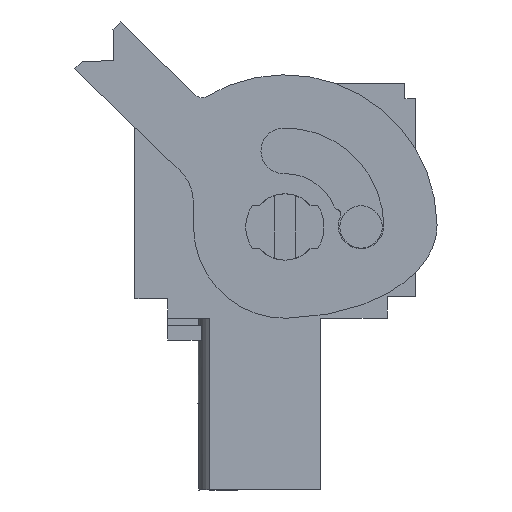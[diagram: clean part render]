
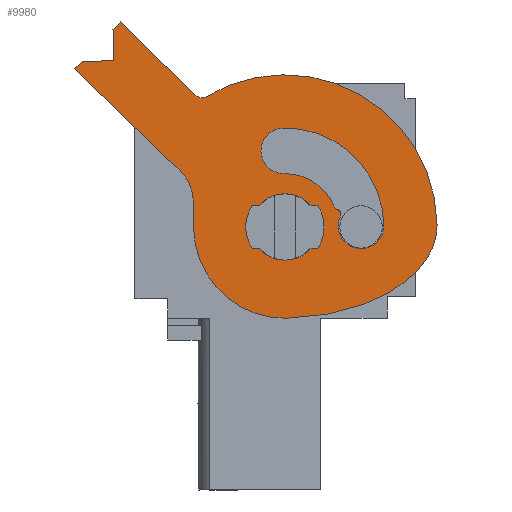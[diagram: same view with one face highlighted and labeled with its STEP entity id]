
A CAD part, left-side view. The second image highlights one B-rep face of the part: STEP entity #9980.
In plain terms, the highlighted planar face has unit normal (-1, 0, 0).
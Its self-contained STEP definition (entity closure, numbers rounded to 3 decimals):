
#9319=AXIS2_PLACEMENT_3D('Circle Axis2P3D',#9317,#9318,$) ;
#9522=AXIS2_PLACEMENT_3D('Circle Axis2P3D',#9520,#9521,$) ;
#9553=AXIS2_PLACEMENT_3D('Circle Axis2P3D',#9551,#9552,$) ;
#9706=AXIS2_PLACEMENT_3D('Circle Axis2P3D',#9704,#9705,$) ;
#9737=AXIS2_PLACEMENT_3D('Circle Axis2P3D',#9735,#9736,$) ;
#9761=AXIS2_PLACEMENT_3D('Circle Axis2P3D',#9759,#9760,$) ;
#9785=AXIS2_PLACEMENT_3D('Circle Axis2P3D',#9783,#9784,$) ;
#9809=AXIS2_PLACEMENT_3D('Circle Axis2P3D',#9807,#9808,$) ;
#9826=AXIS2_PLACEMENT_3D('Circle Axis2P3D',#9824,#9825,$) ;
#9843=AXIS2_PLACEMENT_3D('Circle Axis2P3D',#9841,#9842,$) ;
#9891=AXIS2_PLACEMENT_3D('Circle Axis2P3D',#9889,#9890,$) ;
#9947=AXIS2_PLACEMENT_3D('Plane Axis2P3D',#9944,#9945,#9946) ;
#9965=AXIS2_PLACEMENT_3D('Circle Axis2P3D',#9963,#9964,$) ;
#9314=CARTESIAN_POINT('Vertex',(0.5,6.999,13.625)) ;
#9317=CARTESIAN_POINT('Axis2P3D Location',(0.5,6.999,12.1)) ;
#9321=CARTESIAN_POINT('Vertex',(0.5,6.999,10.575)) ;
#9517=CARTESIAN_POINT('Vertex',(0.5,10.607,18.099)) ;
#9520=CARTESIAN_POINT('Axis2P3D Location',(0.5,6.999,12.1)) ;
#9524=CARTESIAN_POINT('Vertex',(0.5,0.,12.21)) ;
#9548=CARTESIAN_POINT('Vertex',(0.5,6.933,7.901)) ;
#9551=CARTESIAN_POINT('Axis2P3D Location',(0.5,6.999,12.1)) ;
#9555=CARTESIAN_POINT('Vertex',(0.5,11.198,12.034)) ;
#9579=CARTESIAN_POINT('Vertex',(0.5,16.66,19.374)) ;
#9582=CARTESIAN_POINT('Line Origine',(0.5,16.492,19.547)) ;
#9586=CARTESIAN_POINT('Vertex',(0.5,16.324,19.72)) ;
#9606=CARTESIAN_POINT('Line Origine',(0.5,15.605,19.732)) ;
#9610=CARTESIAN_POINT('Vertex',(0.5,14.886,19.743)) ;
#9630=CARTESIAN_POINT('Line Origine',(0.5,14.897,20.462)) ;
#9634=CARTESIAN_POINT('Vertex',(0.5,14.909,21.181)) ;
#9649=CARTESIAN_POINT('Line Origine',(0.5,14.741,21.355)) ;
#9653=CARTESIAN_POINT('Vertex',(0.5,14.573,21.528)) ;
#9673=CARTESIAN_POINT('Line Origine',(0.5,12.832,19.841)) ;
#9677=CARTESIAN_POINT('Vertex',(0.5,11.091,18.154)) ;
#9701=CARTESIAN_POINT('Vertex',(0.5,7.038,14.55)) ;
#9704=CARTESIAN_POINT('Axis2P3D Location',(0.5,6.999,12.1)) ;
#9708=CARTESIAN_POINT('Vertex',(0.5,4.727,13.018)) ;
#9732=CARTESIAN_POINT('Vertex',(0.5,4.583,12.897)) ;
#9735=CARTESIAN_POINT('Axis2P3D Location',(0.5,4.624,12.701)) ;
#9739=CARTESIAN_POINT('Vertex',(0.5,4.444,12.614)) ;
#9759=CARTESIAN_POINT('Axis2P3D Location',(0.5,4.542,13.093)) ;
#9780=CARTESIAN_POINT('Vertex',(0.5,7.071,16.649)) ;
#9783=CARTESIAN_POINT('Axis2P3D Location',(0.5,7.054,15.6)) ;
#9804=CARTESIAN_POINT('Vertex',(0.5,2.45,12.172)) ;
#9807=CARTESIAN_POINT('Axis2P3D Location',(0.5,6.999,12.1)) ;
#9824=CARTESIAN_POINT('Axis2P3D Location',(0.5,3.499,12.155)) ;
#9841=CARTESIAN_POINT('Axis2P3D Location',(0.5,10.813,18.442)) ;
#9862=CARTESIAN_POINT('Vertex',(0.5,11.826,14.689)) ;
#9865=CARTESIAN_POINT('Line Origine',(0.5,14.243,17.031)) ;
#9886=CARTESIAN_POINT('Vertex',(0.5,11.218,13.284)) ;
#9889=CARTESIAN_POINT('Axis2P3D Location',(0.5,13.218,13.253)) ;
#9906=CARTESIAN_POINT('Line Origine',(0.5,11.208,12.659)) ;
#9927=CARTESIAN_POINT('Control Point',(0.5,6.933,7.901)) ;
#9928=CARTESIAN_POINT('Control Point',(0.5,5.853,7.917)) ;
#9929=CARTESIAN_POINT('Control Point',(0.5,4.775,8.059)) ;
#9930=CARTESIAN_POINT('Control Point',(0.5,3.734,8.326)) ;
#9931=CARTESIAN_POINT('Control Point',(0.5,1.928,9.07)) ;
#9932=CARTESIAN_POINT('Control Point',(0.5,0.648,10.227)) ;
#9933=CARTESIAN_POINT('Control Point',(0.5,0.205,10.857)) ;
#9934=CARTESIAN_POINT('Control Point',(0.5,-0.011,11.535)) ;
#9935=CARTESIAN_POINT('Control Point',(0.5,0.,12.21)) ;
#9944=CARTESIAN_POINT('Axis2P3D Location',(0.5,8.399,24.2)) ;
#9963=CARTESIAN_POINT('Axis2P3D Location',(0.5,6.999,12.1)) ;
#9318=DIRECTION('Axis2P3D Direction',(-1.,0.,0.)) ;
#9521=DIRECTION('Axis2P3D Direction',(-1.,0.,0.)) ;
#9552=DIRECTION('Axis2P3D Direction',(-1.,0.,0.)) ;
#9583=DIRECTION('Vector Direction',(0.,-0.696,0.718)) ;
#9607=DIRECTION('Vector Direction',(0.,-1.,0.016)) ;
#9631=DIRECTION('Vector Direction',(0.,0.016,1.)) ;
#9650=DIRECTION('Vector Direction',(0.,-0.696,0.718)) ;
#9674=DIRECTION('Vector Direction',(0.,-0.718,-0.696)) ;
#9705=DIRECTION('Axis2P3D Direction',(-1.,0.,0.)) ;
#9736=DIRECTION('Axis2P3D Direction',(-1.,0.,0.)) ;
#9760=DIRECTION('Axis2P3D Direction',(-1.,0.,0.)) ;
#9784=DIRECTION('Axis2P3D Direction',(-1.,0.,0.)) ;
#9808=DIRECTION('Axis2P3D Direction',(-1.,0.,0.)) ;
#9825=DIRECTION('Axis2P3D Direction',(-1.,0.,0.)) ;
#9842=DIRECTION('Axis2P3D Direction',(-1.,0.,0.)) ;
#9866=DIRECTION('Vector Direction',(0.,-0.718,-0.696)) ;
#9890=DIRECTION('Axis2P3D Direction',(-1.,0.,0.)) ;
#9907=DIRECTION('Vector Direction',(0.,-0.016,-1.)) ;
#9945=DIRECTION('Axis2P3D Direction',(1.,0.,0.)) ;
#9946=DIRECTION('Axis2P3D XDirection',(0.,0.,-1.)) ;
#9964=DIRECTION('Axis2P3D Direction',(1.,0.,0.)) ;
#9584=VECTOR('Line Direction',#9583,1.) ;
#9608=VECTOR('Line Direction',#9607,1.) ;
#9632=VECTOR('Line Direction',#9631,1.) ;
#9651=VECTOR('Line Direction',#9650,1.) ;
#9675=VECTOR('Line Direction',#9674,1.) ;
#9867=VECTOR('Line Direction',#9866,1.) ;
#9908=VECTOR('Line Direction',#9907,1.) ;
#9950=ORIENTED_EDGE('',*,*,#9936,.T.) ;
#9951=ORIENTED_EDGE('',*,*,#9526,.F.) ;
#9952=ORIENTED_EDGE('',*,*,#9845,.T.) ;
#9953=ORIENTED_EDGE('',*,*,#9679,.F.) ;
#9954=ORIENTED_EDGE('',*,*,#9655,.F.) ;
#9955=ORIENTED_EDGE('',*,*,#9636,.F.) ;
#9956=ORIENTED_EDGE('',*,*,#9612,.F.) ;
#9957=ORIENTED_EDGE('',*,*,#9588,.F.) ;
#9958=ORIENTED_EDGE('',*,*,#9869,.T.) ;
#9959=ORIENTED_EDGE('',*,*,#9893,.T.) ;
#9960=ORIENTED_EDGE('',*,*,#9910,.T.) ;
#9961=ORIENTED_EDGE('',*,*,#9557,.F.) ;
#9969=ORIENTED_EDGE('',*,*,#9967,.T.) ;
#9970=ORIENTED_EDGE('',*,*,#9323,.T.) ;
#9973=ORIENTED_EDGE('',*,*,#9811,.T.) ;
#9974=ORIENTED_EDGE('',*,*,#9828,.T.) ;
#9975=ORIENTED_EDGE('',*,*,#9741,.F.) ;
#9976=ORIENTED_EDGE('',*,*,#9763,.T.) ;
#9977=ORIENTED_EDGE('',*,*,#9710,.F.) ;
#9978=ORIENTED_EDGE('',*,*,#9787,.T.) ;
#9971=FACE_BOUND('',#9968,.T.) ;
#9979=FACE_BOUND('',#9972,.T.) ;
#9980=ADVANCED_FACE('L\X2\00F6\X0\sehebel.2',(#9962,#9971,#9979),#9948,.F.) ;
#9926=B_SPLINE_CURVE_WITH_KNOTS('',5,(#9927,#9928,#9929,#9930,#9931,#9932,#9933,#9934,#9935),.UNSPECIFIED.,.F.,.U.,(6,3,6),(0.,8.296,15.673),.UNSPECIFIED.) ;
#9320=CIRCLE('generated circle',#9319,1.525) ;
#9523=CIRCLE('generated circle',#9522,7.) ;
#9554=CIRCLE('generated circle',#9553,4.2) ;
#9707=CIRCLE('generated circle',#9706,2.45) ;
#9738=CIRCLE('generated circle',#9737,0.2) ;
#9762=CIRCLE('generated circle',#9761,0.2) ;
#9786=CIRCLE('generated circle',#9785,1.05) ;
#9810=CIRCLE('generated circle',#9809,4.55) ;
#9827=CIRCLE('generated circle',#9826,1.05) ;
#9844=CIRCLE('generated circle',#9843,0.4) ;
#9892=CIRCLE('generated circle',#9891,2.) ;
#9966=CIRCLE('generated circle',#9965,1.525) ;
#9323=EDGE_CURVE('',#9322,#9315,#9320,.F.) ;
#9526=EDGE_CURVE('',#9518,#9525,#9523,.F.) ;
#9557=EDGE_CURVE('',#9549,#9556,#9554,.F.) ;
#9588=EDGE_CURVE('',#9580,#9587,#9585,.T.) ;
#9612=EDGE_CURVE('',#9587,#9611,#9609,.T.) ;
#9636=EDGE_CURVE('',#9611,#9635,#9633,.T.) ;
#9655=EDGE_CURVE('',#9635,#9654,#9652,.T.) ;
#9679=EDGE_CURVE('',#9654,#9678,#9676,.T.) ;
#9710=EDGE_CURVE('',#9702,#9709,#9707,.F.) ;
#9741=EDGE_CURVE('',#9733,#9740,#9738,.F.) ;
#9763=EDGE_CURVE('',#9733,#9709,#9762,.F.) ;
#9787=EDGE_CURVE('',#9702,#9781,#9786,.F.) ;
#9811=EDGE_CURVE('',#9781,#9805,#9810,.F.) ;
#9828=EDGE_CURVE('',#9805,#9740,#9827,.F.) ;
#9845=EDGE_CURVE('',#9518,#9678,#9844,.F.) ;
#9869=EDGE_CURVE('',#9580,#9863,#9868,.T.) ;
#9893=EDGE_CURVE('',#9863,#9887,#9892,.F.) ;
#9910=EDGE_CURVE('',#9887,#9556,#9909,.T.) ;
#9936=EDGE_CURVE('',#9549,#9525,#9926,.T.) ;
#9967=EDGE_CURVE('',#9315,#9322,#9966,.T.) ;
#9949=EDGE_LOOP('',(#9950,#9951,#9952,#9953,#9954,#9955,#9956,#9957,#9958,#9959,#9960,#9961)) ;
#9968=EDGE_LOOP('',(#9969,#9970)) ;
#9972=EDGE_LOOP('',(#9973,#9974,#9975,#9976,#9977,#9978)) ;
#9962=FACE_OUTER_BOUND('',#9949,.T.) ;
#9585=LINE('Line',#9582,#9584) ;
#9609=LINE('Line',#9606,#9608) ;
#9633=LINE('Line',#9630,#9632) ;
#9652=LINE('Line',#9649,#9651) ;
#9676=LINE('Line',#9673,#9675) ;
#9868=LINE('Line',#9865,#9867) ;
#9909=LINE('Line',#9906,#9908) ;
#9948=PLANE('',#9947) ;
#9315=VERTEX_POINT('',#9314) ;
#9322=VERTEX_POINT('',#9321) ;
#9518=VERTEX_POINT('',#9517) ;
#9525=VERTEX_POINT('',#9524) ;
#9549=VERTEX_POINT('',#9548) ;
#9556=VERTEX_POINT('',#9555) ;
#9580=VERTEX_POINT('',#9579) ;
#9587=VERTEX_POINT('',#9586) ;
#9611=VERTEX_POINT('',#9610) ;
#9635=VERTEX_POINT('',#9634) ;
#9654=VERTEX_POINT('',#9653) ;
#9678=VERTEX_POINT('',#9677) ;
#9702=VERTEX_POINT('',#9701) ;
#9709=VERTEX_POINT('',#9708) ;
#9733=VERTEX_POINT('',#9732) ;
#9740=VERTEX_POINT('',#9739) ;
#9781=VERTEX_POINT('',#9780) ;
#9805=VERTEX_POINT('',#9804) ;
#9863=VERTEX_POINT('',#9862) ;
#9887=VERTEX_POINT('',#9886) ;
